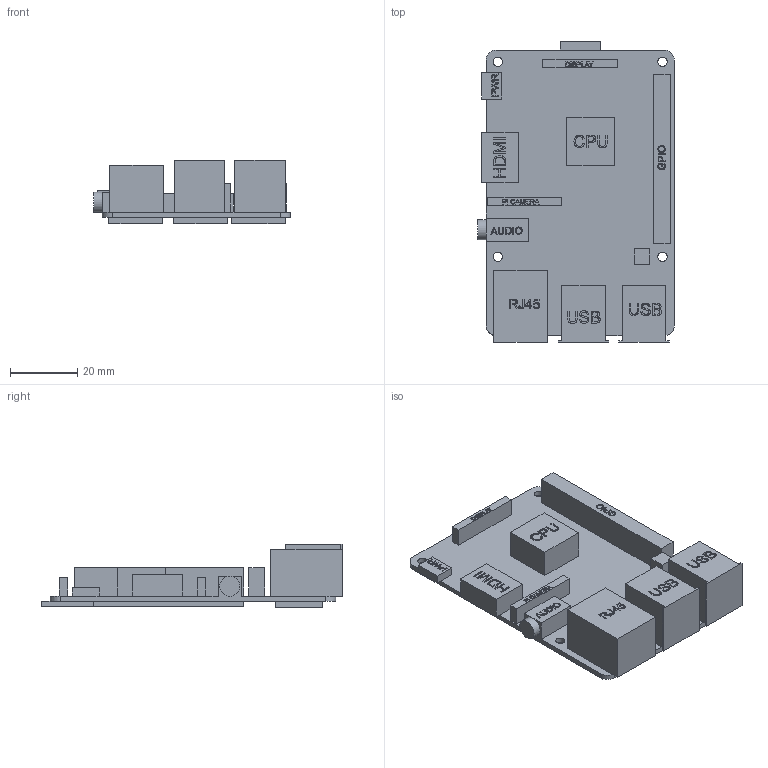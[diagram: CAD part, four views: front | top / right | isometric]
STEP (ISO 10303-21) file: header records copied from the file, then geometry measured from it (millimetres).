
FILE_DESCRIPTION(/* description */ (''),/* implementation_level */ '2;1');
FILE_NAME(/* name */ 'Raspberry pi 3B+ model v10.step',/* time_stamp */ '2019-09-05T17:30:43-05:00',/* author */ (''),/* organization */ (''),/* preprocessor_version */ 'ST-DEVELOPER v18',/* originating_system */ 'Autodesk Translation Framework v8.6.0.1094',/* authorisation */ '');
FILE_SCHEMA (('AUTOMOTIVE_DESIGN { 1 0 10303 214 3 1 1 }'));
Length unit declared in the file: millimetre
Products named in the file (1): Raspberry pi 3B+ model
Bounding box: 58.5 x 89.5 x 19 mm (x, y, z)
Volume: 26784.4 mm3; surface area: 16882 mm2
Topology: 1 solids, 1 shells, 1136 faces, 3135 edges, 2086 vertices
Faces by surface type: bspline 597, plane 530, cylinder 9
Full cylindrical faces by diameter (mm): 2.75 x4, 6 x1
Entity records: 41431 total; most frequent: CARTESIAN_POINT 16507, ORIENTED_EDGE 6270, EDGE_CURVE 3135, DIRECTION 3043, VERTEX_POINT 2086, LINE 1919, VECTOR 1919, EDGE_LOOP 1229
